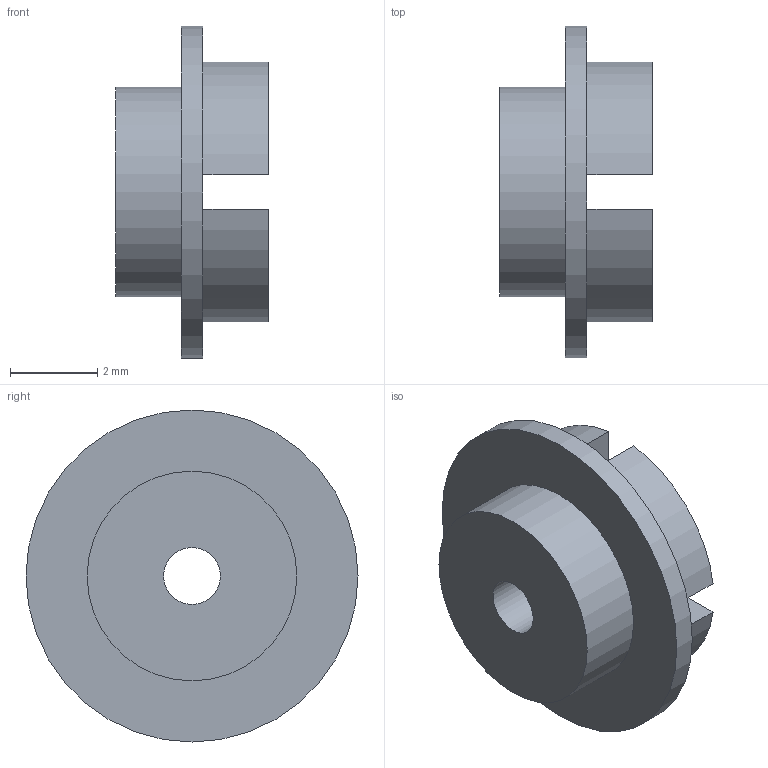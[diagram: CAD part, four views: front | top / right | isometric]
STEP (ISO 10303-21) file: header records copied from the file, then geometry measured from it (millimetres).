
FILE_DESCRIPTION(/* description */ ('STEP AP242','CAx-IF Rec.Pracs.---Representation and Presentation of Product Manufacturing Information (PMI)---4.0---2014-10-13','CAx-IF Rec.Pracs.---3D Tessellated Geometry---0.4---2014-09-14','2;1'),/* implementation_level */ '2;1');
FILE_NAME(/* name */ '65f1ac174c36c14f2284ff5e',/* time_stamp */ '2024-03-13T13:37:43Z',/* author */ (''),/* organization */ (''),/* preprocessor_version */ 'ST-DEVELOPER v19.4',/* originating_system */ ' ',/* authorisation */ ' ');
FILE_SCHEMA (('AP242_MANAGED_MODEL_BASED_3D_ENGINEERING_MIM_LF { 1 0 10303 442 1 1 4 }'));
Length unit declared in the file: metre
Products named in the file (1): Rotor magnet
Bounding box: 3.5 x 7.6 x 7.6 mm (x, y, z)
Volume: 64.1 mm3; surface area: 181.6 mm2
Topology: 1 solids, 1 shells, 28 faces, 62 edges, 42 vertices
Faces by surface type: plane 16, cylinder 12
Full cylindrical faces by diameter (mm): 1.3 x1, 2.1 x1, 4.8 x1, 7.6 x1
Entity records: 774 total; most frequent: DIRECTION 138, CARTESIAN_POINT 125, ORIENTED_EDGE 112, EDGE_CURVE 56, AXIS2_PLACEMENT_3D 53, VERTEX_POINT 40, EDGE_LOOP 40, FACE_BOUND 40
